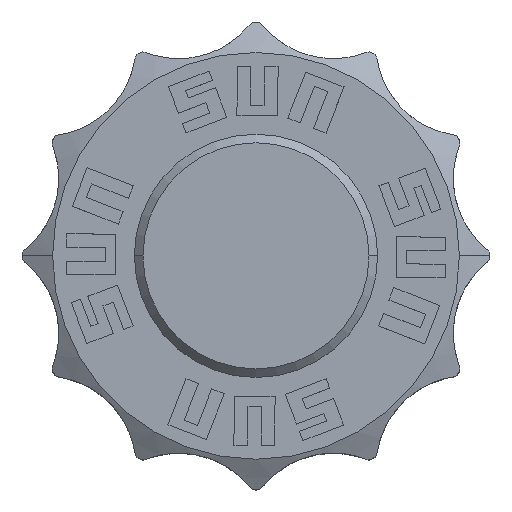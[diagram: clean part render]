
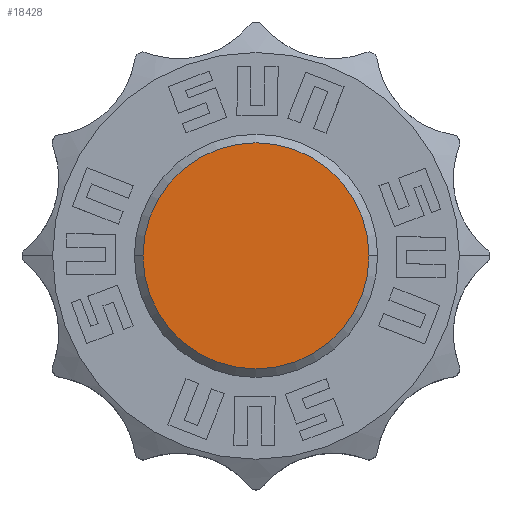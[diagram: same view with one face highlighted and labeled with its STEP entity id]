
A CAD part, top view. The second image highlights one B-rep face of the part: STEP entity #18428.
In plain terms, the highlighted planar face has unit normal (0, 0, 1).
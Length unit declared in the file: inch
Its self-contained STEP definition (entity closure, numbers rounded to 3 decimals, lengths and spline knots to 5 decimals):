
#6832=CARTESIAN_POINT('',(0.,0.,5.495));
#6833=DIRECTION('',(0.,0.,1.));
#6834=DIRECTION('',(1.,0.,0.));
#6835=AXIS2_PLACEMENT_3D('',#6832,#6833,#6834);
#6837=CARTESIAN_POINT('',(0.,0.,5.495));
#6838=DIRECTION('',(0.,0.,1.));
#6839=DIRECTION('',(-1.,0.,0.));
#6840=AXIS2_PLACEMENT_3D('',#6837,#6838,#6839);
#7275=CARTESIAN_POINT('',(0.278,0.,5.495));
#7276=CARTESIAN_POINT('',(-0.278,0.,5.495));
#7277=VERTEX_POINT('',#7275);
#7278=VERTEX_POINT('',#7276);
#18419=CARTESIAN_POINT('',(0.,0.,5.495));
#18420=DIRECTION('',(0.,0.,1.));
#18421=DIRECTION('',(-1.,0.,0.));
#18422=AXIS2_PLACEMENT_3D('',#18419,#18420,#18421);
#18423=PLANE('',#18422);
#18424=ORIENTED_EDGE('',*,*,#18406,.F.);
#18425=ORIENTED_EDGE('',*,*,#18385,.F.);
#18426=EDGE_LOOP('',(#18424,#18425));
#18427=FACE_OUTER_BOUND('',#18426,.F.);
#6836=CIRCLE('',#6835,0.278);
#6841=CIRCLE('',#6840,0.278);
#18385=EDGE_CURVE('',#7278,#7277,#6841,.T.);
#18406=EDGE_CURVE('',#7277,#7278,#6836,.T.);
#18428=ADVANCED_FACE('',(#18427),#18423,.T.);
